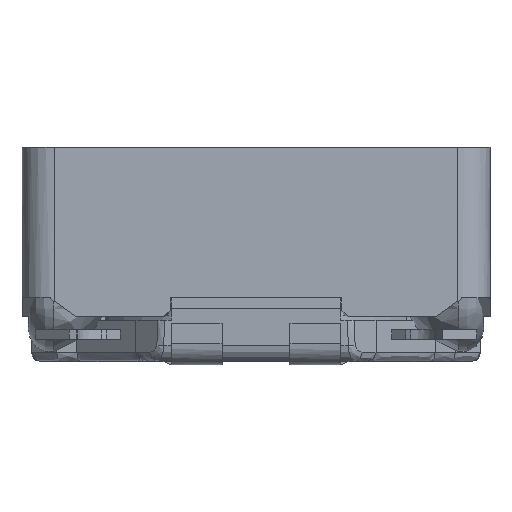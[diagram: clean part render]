
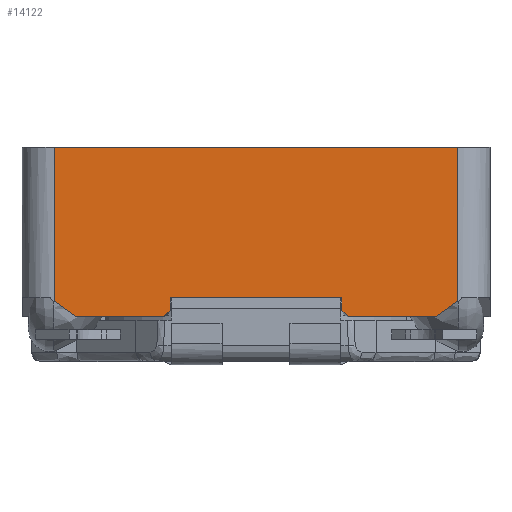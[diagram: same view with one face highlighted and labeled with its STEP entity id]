
A CAD part, front view. The second image highlights one B-rep face of the part: STEP entity #14122.
In plain terms, the highlighted free-form (B-spline) face has degree [1, 1] with [2, 2] control points.
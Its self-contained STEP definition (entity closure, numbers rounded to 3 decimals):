
#13026=CARTESIAN_POINT('',(-3.15,-3.,-3.65));
#13027=VERTEX_POINT('',#13026);
#13028=CARTESIAN_POINT('',(3.15,-3.,-3.65));
#13029=VERTEX_POINT('',#13028);
#13030=CARTESIAN_POINT('',(-3.15,-3.,-3.65));
#13031=CARTESIAN_POINT('',(3.15,-3.,-3.65));
#13032=B_SPLINE_CURVE_WITH_KNOTS('',1,(#13030,#13031),.POLYLINE_FORM.,.F.,.U.,(2,2),(0.,1.),.UNSPECIFIED.);
#13033=EDGE_CURVE('',#13027,#13029,#13032,.T.);
#14035=CARTESIAN_POINT('',(-3.15,-0.35,-3.65));
#14036=CARTESIAN_POINT('',(-3.15,-3.,-3.65));
#14037=CARTESIAN_POINT('',(3.15,-0.35,-3.65));
#14038=CARTESIAN_POINT('',(3.15,-3.,-3.65));
#14039=B_SPLINE_SURFACE_WITH_KNOTS('',1,1,((#14035,#14036),(#14037,#14038)),.PLANE_SURF.,.F.,.F.,.U.,(2,2),(2,2),(0.,1.),(0.,1.),.UNSPECIFIED.);
#14040=CARTESIAN_POINT('',(1.34,-0.45,-3.65));
#14041=VERTEX_POINT('',#14040);
#14042=CARTESIAN_POINT('',(1.44,-0.35,-3.65));
#14043=VERTEX_POINT('',#14042);
#14044=CARTESIAN_POINT('',(1.34,-0.45,-3.65));
#14045=CARTESIAN_POINT('',(1.34,-0.35,-3.65));
#14046=CARTESIAN_POINT('',(1.44,-0.35,-3.65));
#14047=(BOUNDED_CURVE()B_SPLINE_CURVE(2,(#14044,#14045,#14046),.CIRCULAR_ARC.,.F.,.U.)B_SPLINE_CURVE_WITH_KNOTS((3,3),(0.,1.),.UNSPECIFIED.)CURVE()GEOMETRIC_REPRESENTATION_ITEM()RATIONAL_B_SPLINE_CURVE((1.,0.707,1.))REPRESENTATION_ITEM(''));
#14048=EDGE_CURVE('',#14041,#14043,#14047,.T.);
#14049=ORIENTED_EDGE('',*,*,#14048,.T.);
#14050=CARTESIAN_POINT('',(2.801,-0.35,-3.65));
#14051=VERTEX_POINT('',#14050);
#14052=CARTESIAN_POINT('',(1.44,-0.35,-3.65));
#14053=CARTESIAN_POINT('',(2.801,-0.35,-3.65));
#14054=B_SPLINE_CURVE_WITH_KNOTS('',1,(#14052,#14053),.POLYLINE_FORM.,.F.,.U.,(2,2),(0.729,0.945),.UNSPECIFIED.);
#14055=EDGE_CURVE('',#14043,#14051,#14054,.T.);
#14056=ORIENTED_EDGE('',*,*,#14055,.T.);
#14057=CARTESIAN_POINT('',(3.15,-0.596,-3.65));
#14058=VERTEX_POINT('',#14057);
#14059=CARTESIAN_POINT('',(3.15,-0.596,-3.65));
#14060=CARTESIAN_POINT('',(2.976,-0.473,-3.65));
#14061=CARTESIAN_POINT('',(2.801,-0.35,-3.65));
#14062=B_SPLINE_CURVE_WITH_KNOTS('',2,(#14059,#14060,#14061),.UNSPECIFIED.,.F.,.U.,(3,3),(0.,1.),.UNSPECIFIED.);
#14063=EDGE_CURVE('',#14058,#14051,#14062,.T.);
#14064=ORIENTED_EDGE('',*,*,#14063,.F.);
#14065=CARTESIAN_POINT('',(3.15,-0.596,-3.65));
#14066=CARTESIAN_POINT('',(3.15,-3.,-3.65));
#14067=B_SPLINE_CURVE_WITH_KNOTS('',1,(#14065,#14066),.POLYLINE_FORM.,.F.,.U.,(2,2),(0.093,1.),.UNSPECIFIED.);
#14068=EDGE_CURVE('',#14058,#13029,#14067,.T.);
#14069=ORIENTED_EDGE('',*,*,#14068,.T.);
#14070=ORIENTED_EDGE('',*,*,#13033,.F.);
#14071=CARTESIAN_POINT('',(-3.15,-0.596,-3.65));
#14072=VERTEX_POINT('',#14071);
#14073=CARTESIAN_POINT('',(-3.15,-0.596,-3.65));
#14074=CARTESIAN_POINT('',(-3.15,-3.,-3.65));
#14075=B_SPLINE_CURVE_WITH_KNOTS('',1,(#14073,#14074),.POLYLINE_FORM.,.F.,.U.,(2,2),(0.093,1.),.UNSPECIFIED.);
#14076=EDGE_CURVE('',#14072,#13027,#14075,.T.);
#14077=ORIENTED_EDGE('',*,*,#14076,.F.);
#14078=CARTESIAN_POINT('',(-2.801,-0.35,-3.65));
#14079=VERTEX_POINT('',#14078);
#14080=CARTESIAN_POINT('',(-3.15,-0.596,-3.65));
#14081=CARTESIAN_POINT('',(-2.976,-0.473,-3.65));
#14082=CARTESIAN_POINT('',(-2.801,-0.35,-3.65));
#14083=B_SPLINE_CURVE_WITH_KNOTS('',2,(#14080,#14081,#14082),.UNSPECIFIED.,.F.,.U.,(3,3),(0.,1.),.UNSPECIFIED.);
#14084=EDGE_CURVE('',#14072,#14079,#14083,.T.);
#14085=ORIENTED_EDGE('',*,*,#14084,.T.);
#14086=CARTESIAN_POINT('',(-1.44,-0.35,-3.65));
#14087=VERTEX_POINT('',#14086);
#14088=CARTESIAN_POINT('',(-2.801,-0.35,-3.65));
#14089=CARTESIAN_POINT('',(-1.44,-0.35,-3.65));
#14090=B_SPLINE_CURVE_WITH_KNOTS('',1,(#14088,#14089),.POLYLINE_FORM.,.F.,.U.,(2,2),(0.055,0.271),.UNSPECIFIED.);
#14091=EDGE_CURVE('',#14079,#14087,#14090,.T.);
#14092=ORIENTED_EDGE('',*,*,#14091,.T.);
#14093=CARTESIAN_POINT('',(-1.34,-0.45,-3.65));
#14094=VERTEX_POINT('',#14093);
#14095=CARTESIAN_POINT('',(-1.34,-0.45,-3.65));
#14096=CARTESIAN_POINT('',(-1.34,-0.35,-3.65));
#14097=CARTESIAN_POINT('',(-1.44,-0.35,-3.65));
#14098=(BOUNDED_CURVE()B_SPLINE_CURVE(2,(#14095,#14096,#14097),.CIRCULAR_ARC.,.F.,.U.)B_SPLINE_CURVE_WITH_KNOTS((3,3),(0.,1.),.UNSPECIFIED.)CURVE()GEOMETRIC_REPRESENTATION_ITEM()RATIONAL_B_SPLINE_CURVE((1.,0.707,1.))REPRESENTATION_ITEM(''));
#14099=EDGE_CURVE('',#14094,#14087,#14098,.T.);
#14100=ORIENTED_EDGE('',*,*,#14099,.F.);
#14101=CARTESIAN_POINT('',(-1.34,-0.65,-3.65));
#14102=VERTEX_POINT('',#14101);
#14103=CARTESIAN_POINT('',(-1.34,-0.65,-3.65));
#14104=CARTESIAN_POINT('',(-1.34,-0.45,-3.65));
#14105=B_SPLINE_CURVE_WITH_KNOTS('',1,(#14103,#14104),.POLYLINE_FORM.,.F.,.U.,(2,2),(0.663,0.695),.UNSPECIFIED.);
#14106=EDGE_CURVE('',#14102,#14094,#14105,.T.);
#14107=ORIENTED_EDGE('',*,*,#14106,.F.);
#14108=CARTESIAN_POINT('',(1.34,-0.65,-3.65));
#14109=VERTEX_POINT('',#14108);
#14110=CARTESIAN_POINT('',(1.34,-0.65,-3.65));
#14111=CARTESIAN_POINT('',(-1.34,-0.65,-3.65));
#14112=B_SPLINE_CURVE_WITH_KNOTS('',1,(#14110,#14111),.POLYLINE_FORM.,.F.,.U.,(2,2),(0.333,0.667),.UNSPECIFIED.);
#14113=EDGE_CURVE('',#14109,#14102,#14112,.T.);
#14114=ORIENTED_EDGE('',*,*,#14113,.F.);
#14115=CARTESIAN_POINT('',(1.34,-0.45,-3.65));
#14116=CARTESIAN_POINT('',(1.34,-0.65,-3.65));
#14117=B_SPLINE_CURVE_WITH_KNOTS('',1,(#14115,#14116),.POLYLINE_FORM.,.F.,.U.,(2,2),(0.305,0.337),.UNSPECIFIED.);
#14118=EDGE_CURVE('',#14041,#14109,#14117,.T.);
#14119=ORIENTED_EDGE('',*,*,#14118,.F.);
#14120=EDGE_LOOP('',(#14049,#14056,#14064,#14069,#14070,#14077,#14085,#14092,#14100,#14107,#14114,#14119));
#14121=FACE_OUTER_BOUND('',#14120,.T.);
#14122=ADVANCED_FACE('',(#14121),#14039,.T.);
